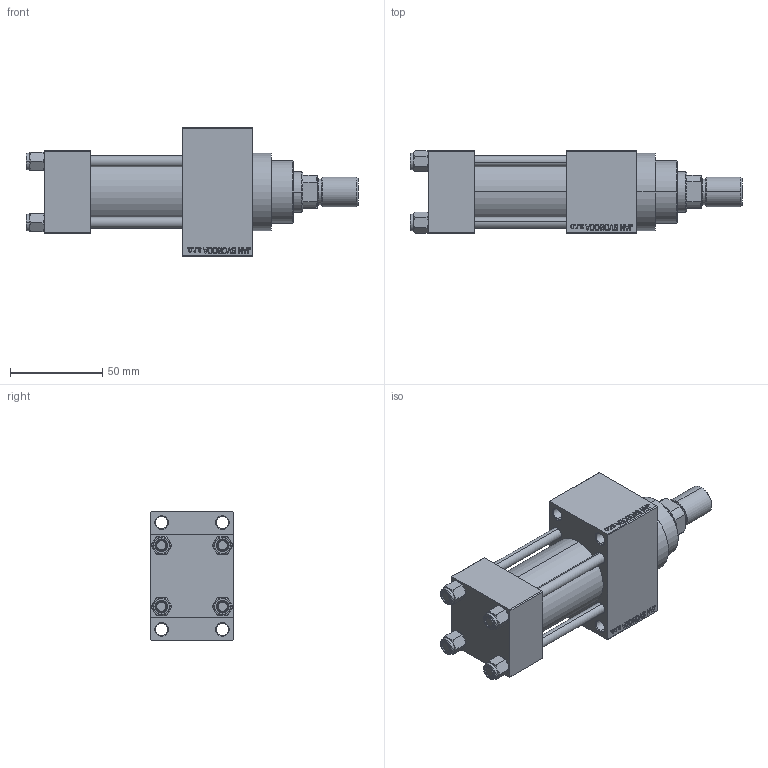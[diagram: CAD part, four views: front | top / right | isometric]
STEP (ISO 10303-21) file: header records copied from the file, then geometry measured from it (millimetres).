
FILE_DESCRIPTION (( 'STEP AP203' ), '1' );
FILE_NAME ('d6c2.STEP', '2024-06-04T17:37:17', ( '' ), ( '' ), 'SwSTEP 2.0', 'SolidWorks 2019', '' );
FILE_SCHEMA (( 'CONFIG_CONTROL_DESIGN' ));
Length unit declared in the file: millimetre
Products named in the file (7): ROD_END_AH 14d9e63cf2ccbc5fec6f8f79f7ce558d; d6c2; V215_VC_A 14d9e63cf2ccbc5fec6f8f79f7ce558d; V215CR_VCP_D 14d9e63cf2ccbc5fec6f8f79f7ce558d; V215CR_D_TYCINKA 14d9e63cf2ccbc5fec6f8f79f7ce558d; V215CR_D_Body 14d9e63cf2ccbc5fec6f8f79f7ce558d; NUT_M5_D 14d9e63cf2ccbc5fec6f8f79f7ce558d
Assembly tree (12 placements, depth 2):
  d6c2
    V215CR_D_Body 14d9e63cf2ccbc5fec6f8f79f7ce558d
    V215CR_VCP_D 14d9e63cf2ccbc5fec6f8f79f7ce558d
    NUT_M5_D 14d9e63cf2ccbc5fec6f8f79f7ce558d  x4
    V215CR_D_TYCINKA 14d9e63cf2ccbc5fec6f8f79f7ce558d  x4
    V215_VC_A 14d9e63cf2ccbc5fec6f8f79f7ce558d
    ROD_END_AH 14d9e63cf2ccbc5fec6f8f79f7ce558d
Bounding box: 180 x 45 x 70 mm (x, y, z)
Volume: 248926 mm3; surface area: 80996.9 mm2
Topology: 12 solids, 12 shells, 1117 faces, 2770 edges, 1791 vertices
Faces by surface type: plane 500, bspline 368, cone 146, cylinder 93, torus 10
Entity records: 47611 total; most frequent: CARTESIAN_POINT 25106, ORIENTED_EDGE 5032, DIRECTION 3260, EDGE_CURVE 2516, VERTEX_POINT 1647, LINE 1510, VECTOR 1510, EDGE_LOOP 1131
